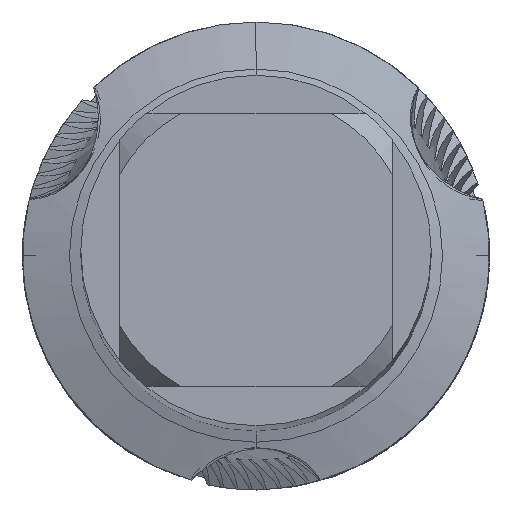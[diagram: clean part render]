
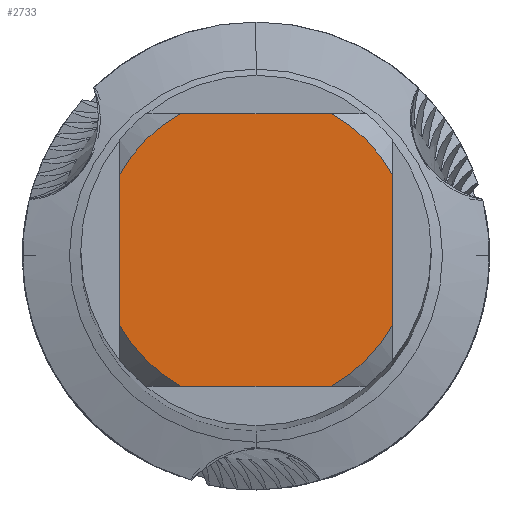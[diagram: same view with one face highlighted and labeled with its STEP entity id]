
A CAD part, top view. The second image highlights one B-rep face of the part: STEP entity #2733.
In plain terms, the highlighted planar face has unit normal (0, 0, 1).
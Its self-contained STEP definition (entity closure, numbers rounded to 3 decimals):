
#1729=EDGE_CURVE('',#2479,#4307,#4659,.T.);
#1739=EDGE_CURVE('',#3935,#3211,#4669,.T.);
#2183=VERTEX_POINT('',#5148);
#2479=VERTEX_POINT('',#5468);
#2557=EDGE_CURVE('',#2183,#3003,#5557,.T.);
#2693=EDGE_CURVE('',#2183,#3211,#5702,.T.);
#2733=ADVANCED_FACE('',(#5744),#5745,.T.);
#3003=VERTEX_POINT('',#6044);
#3211=VERTEX_POINT('',#6264);
#3597=EDGE_CURVE('',#4133,#4307,#6692,.T.);
#3627=EDGE_CURVE('',#3935,#3741,#6724,.T.);
#3741=VERTEX_POINT('',#6843);
#3839=EDGE_CURVE('',#4133,#3741,#6948,.T.);
#3935=VERTEX_POINT('',#7052);
#4133=VERTEX_POINT('',#7269);
#4307=VERTEX_POINT('',#7460);
#4337=EDGE_CURVE('',#2479,#3003,#7493,.T.);
#4659=LINE('',#8198,#8199);
#4669=LINE('',#8240,#8241);
#5148=CARTESIAN_POINT('',(-1.936,-3.5,0.0));
#5468=CARTESIAN_POINT('',(3.5,-1.936,0.0));
#5557=LINE('',#10575,#10576);
#5702=CIRCLE('',#10859,4.0);
#5744=FACE_OUTER_BOUND('',#10955,.T.);
#5745=PLANE('',#10956);
#6044=CARTESIAN_POINT('',(1.936,-3.5,0.0));
#6264=CARTESIAN_POINT('',(-3.5,-1.936,0.0));
#6692=CIRCLE('',#13036,4.0);
#6724=CIRCLE('',#13120,4.0);
#6843=CARTESIAN_POINT('',(-1.936,3.5,0.0));
#6948=LINE('',#13639,#13640);
#7052=CARTESIAN_POINT('',(-3.5,1.936,0.0));
#7269=CARTESIAN_POINT('',(1.936,3.5,0.0));
#7460=CARTESIAN_POINT('',(3.5,1.936,0.0));
#7493=CIRCLE('',#15026,4.0);
#8198=CARTESIAN_POINT('',(3.5,1.0,0.0));
#8199=VECTOR('',#15409,1.0);
#8240=CARTESIAN_POINT('',(-3.5,1.0,0.0));
#8241=VECTOR('',#15410,1.0);
#10575=CARTESIAN_POINT('',(0.0,-3.5,0.0));
#10576=VECTOR('',#16457,1.0);
#10859=AXIS2_PLACEMENT_3D('',#16608,#16609,#16610);
#10955=EDGE_LOOP('',(#16636,#16637,#16638,#16639,#16640,#16641,#16642,#16643));
#10956=AXIS2_PLACEMENT_3D('',#16644,#16645,#16646);
#13036=AXIS2_PLACEMENT_3D('',#17654,#17655,#17656);
#13120=AXIS2_PLACEMENT_3D('',#17677,#17678,#17679);
#13639=CARTESIAN_POINT('',(0.0,3.5,0.0));
#13640=VECTOR('',#17864,1.0);
#15026=AXIS2_PLACEMENT_3D('',#18497,#18498,#18499);
#15409=DIRECTION('',(-0.0,1.0,0.0));
#15410=DIRECTION('',(-0.0,-1.0,0.0));
#16457=DIRECTION('',(1.0,0.0,0.0));
#16608=CARTESIAN_POINT('',(0.0,0.0,0.0));
#16609=DIRECTION('',(0.0,0.0,-1.0));
#16610=DIRECTION('',(0.0,1.0,0.0));
#16636=ORIENTED_EDGE('',*,*,#1739,.T.);
#16637=ORIENTED_EDGE('',*,*,#2693,.F.);
#16638=ORIENTED_EDGE('',*,*,#2557,.T.);
#16639=ORIENTED_EDGE('',*,*,#4337,.F.);
#16640=ORIENTED_EDGE('',*,*,#1729,.T.);
#16641=ORIENTED_EDGE('',*,*,#3597,.F.);
#16642=ORIENTED_EDGE('',*,*,#3839,.T.);
#16643=ORIENTED_EDGE('',*,*,#3627,.F.);
#16644=CARTESIAN_POINT('',(0.0,2.0,0.0));
#16645=DIRECTION('',(-0.0,0.0,1.0));
#16646=DIRECTION('',(0.0,-1.0,0.0));
#17654=CARTESIAN_POINT('',(0.0,0.0,0.0));
#17655=DIRECTION('',(0.0,0.0,-1.0));
#17656=DIRECTION('',(0.0,1.0,0.0));
#17677=CARTESIAN_POINT('',(0.0,0.0,0.0));
#17678=DIRECTION('',(0.0,0.0,-1.0));
#17679=DIRECTION('',(0.0,1.0,0.0));
#17864=DIRECTION('',(-1.0,0.0,0.0));
#18497=CARTESIAN_POINT('',(0.0,0.0,0.0));
#18498=DIRECTION('',(0.0,0.0,-1.0));
#18499=DIRECTION('',(0.0,1.0,0.0));
